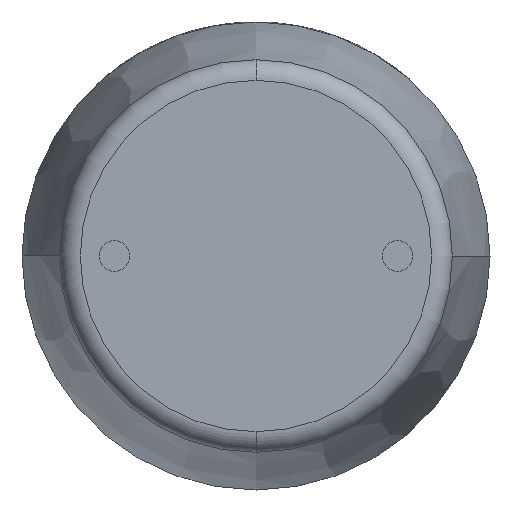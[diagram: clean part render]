
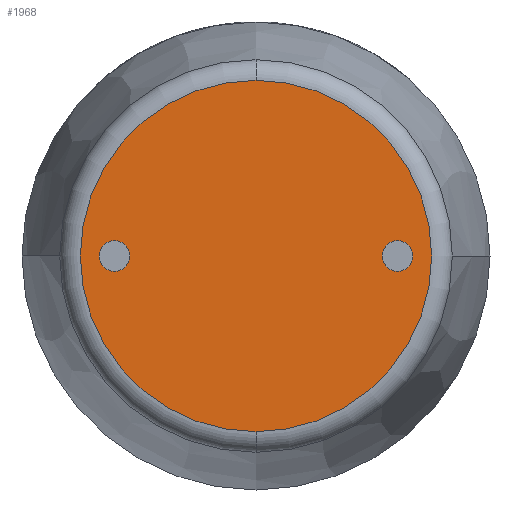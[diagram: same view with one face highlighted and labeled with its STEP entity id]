
A CAD part, front view. The second image highlights one B-rep face of the part: STEP entity #1968.
In plain terms, the highlighted planar face has unit normal (0, -1, 0).
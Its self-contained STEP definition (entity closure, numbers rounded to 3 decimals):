
#6 = AXIS2_PLACEMENT_3D ( 'NONE', #2168, #497, #2230 ) ;
#248 = FACE_BOUND ( 'NONE', #1444, .T. ) ;
#321 = DIRECTION ( 'NONE',  ( 0., -1., 0. ) ) ;
#424 = CIRCLE ( 'NONE', #3691, 0.275 ) ;
#497 = DIRECTION ( 'NONE',  ( 0., 1., 0. ) ) ;
#518 = DIRECTION ( 'NONE',  ( 0., 1., 0. ) ) ;
#537 = ORIENTED_EDGE ( 'NONE', *, *, #2755, .T. ) ;
#595 = ORIENTED_EDGE ( 'NONE', *, *, #1251, .T. ) ;
#692 = ORIENTED_EDGE ( 'NONE', *, *, #764, .F. ) ;
#747 = CARTESIAN_POINT ( 'NONE',  ( 0., 0., 3.153 ) ) ;
#764 = EDGE_CURVE ( 'NONE', #2344, #1690, #424, .T. ) ;
#788 = CIRCLE ( 'NONE', #1245, 0.275 ) ;
#910 = DIRECTION ( 'NONE',  ( 0., 0., 1. ) ) ;
#987 = EDGE_CURVE ( 'NONE', #3275, #2911, #3465, .T. ) ;
#1003 = VERTEX_POINT ( 'NONE', #3693 ) ;
#1117 = CARTESIAN_POINT ( 'NONE',  ( 0., 0., 0. ) ) ;
#1163 = DIRECTION ( 'NONE',  ( 0., -1., 0. ) ) ;
#1176 = ORIENTED_EDGE ( 'NONE', *, *, #3035, .T. ) ;
#1192 = CARTESIAN_POINT ( 'NONE',  ( 2.54, 0., 0.275 ) ) ;
#1203 = DIRECTION ( 'NONE',  ( 0., 0., 1. ) ) ;
#1245 = AXIS2_PLACEMENT_3D ( 'NONE', #2234, #518, #3367 ) ;
#1246 = CARTESIAN_POINT ( 'NONE',  ( -2.54, 0., -0.275 ) ) ;
#1251 = EDGE_CURVE ( 'NONE', #2911, #3275, #1630, .T. ) ;
#1270 = CARTESIAN_POINT ( 'NONE',  ( 0., 0., -3.153 ) ) ;
#1411 = PLANE ( 'NONE',  #1793 ) ;
#1444 = EDGE_LOOP ( 'NONE', ( #692, #2559 ) ) ;
#1630 = CIRCLE ( 'NONE', #2469, 3.153 ) ;
#1690 = VERTEX_POINT ( 'NONE', #1246 ) ;
#1751 = CARTESIAN_POINT ( 'NONE',  ( -2.54, 0., 0.275 ) ) ;
#1793 = AXIS2_PLACEMENT_3D ( 'NONE', #2617, #2899, #1203 ) ;
#1832 = CIRCLE ( 'NONE', #6, 0.275 ) ;
#1968 = ADVANCED_FACE ( 'NONE', ( #2588, #2945, #248 ), #1411, .F. ) ;
#2003 = DIRECTION ( 'NONE',  ( 0., -1., 0. ) ) ;
#2008 = CARTESIAN_POINT ( 'NONE',  ( 0., 0., 0. ) ) ;
#2162 = ORIENTED_EDGE ( 'NONE', *, *, #987, .T. ) ;
#2168 = CARTESIAN_POINT ( 'NONE',  ( 2.54, 0., 0. ) ) ;
#2200 = CARTESIAN_POINT ( 'NONE',  ( -2.54, 0., 0. ) ) ;
#2230 = DIRECTION ( 'NONE',  ( 0., 0., -1. ) ) ;
#2234 = CARTESIAN_POINT ( 'NONE',  ( 2.54, 0., 0. ) ) ;
#2248 = EDGE_CURVE ( 'NONE', #1690, #2344, #3080, .T. ) ;
#2344 = VERTEX_POINT ( 'NONE', #1751 ) ;
#2469 = AXIS2_PLACEMENT_3D ( 'NONE', #1117, #2003, #2849 ) ;
#2559 = ORIENTED_EDGE ( 'NONE', *, *, #2248, .F. ) ;
#2588 = FACE_OUTER_BOUND ( 'NONE', #2609, .T. ) ;
#2609 = EDGE_LOOP ( 'NONE', ( #2162, #595 ) ) ;
#2617 = CARTESIAN_POINT ( 'NONE',  ( 0., 0., 0. ) ) ;
#2664 = AXIS2_PLACEMENT_3D ( 'NONE', #3189, #321, #910 ) ;
#2755 = EDGE_CURVE ( 'NONE', #3141, #1003, #1832, .T. ) ;
#2849 = DIRECTION ( 'NONE',  ( 0., 0., 1. ) ) ;
#2899 = DIRECTION ( 'NONE',  ( 0., 1., 0. ) ) ;
#2911 = VERTEX_POINT ( 'NONE', #747 ) ;
#2945 = FACE_BOUND ( 'NONE', #3689, .T. ) ;
#3033 = DIRECTION ( 'NONE',  ( 0., -1., 0. ) ) ;
#3035 = EDGE_CURVE ( 'NONE', #1003, #3141, #788, .T. ) ;
#3080 = CIRCLE ( 'NONE', #2664, 0.275 ) ;
#3141 = VERTEX_POINT ( 'NONE', #1192 ) ;
#3152 = DIRECTION ( 'NONE',  ( 0., 0., 1. ) ) ;
#3189 = CARTESIAN_POINT ( 'NONE',  ( -2.54, 0., 0. ) ) ;
#3275 = VERTEX_POINT ( 'NONE', #1270 ) ;
#3325 = DIRECTION ( 'NONE',  ( 0., 0., 1. ) ) ;
#3367 = DIRECTION ( 'NONE',  ( 0., 0., -1. ) ) ;
#3465 = CIRCLE ( 'NONE', #3669, 3.153 ) ;
#3669 = AXIS2_PLACEMENT_3D ( 'NONE', #2008, #1163, #3152 ) ;
#3689 = EDGE_LOOP ( 'NONE', ( #537, #1176 ) ) ;
#3691 = AXIS2_PLACEMENT_3D ( 'NONE', #2200, #3033, #3325 ) ;
#3693 = CARTESIAN_POINT ( 'NONE',  ( 2.54, 0., -0.275 ) ) ;
